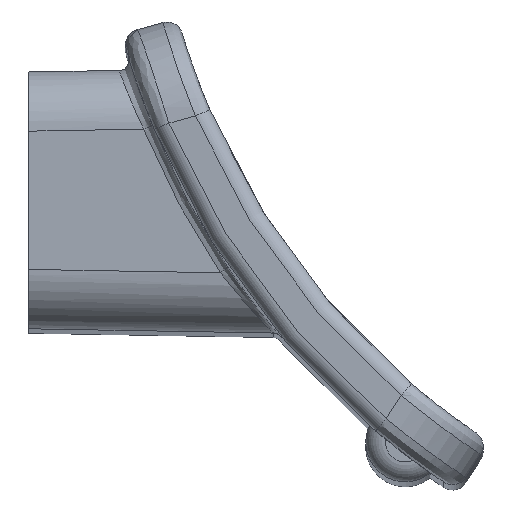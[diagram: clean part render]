
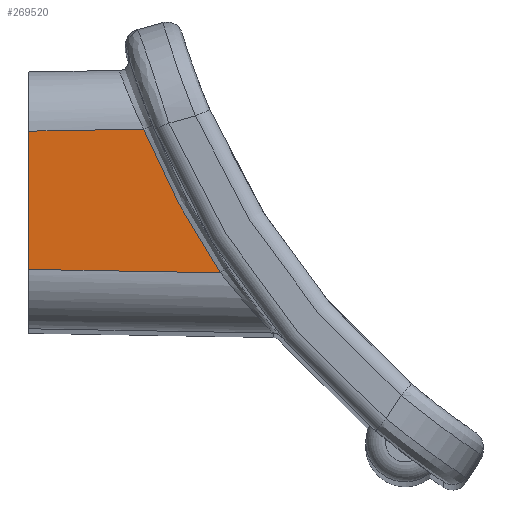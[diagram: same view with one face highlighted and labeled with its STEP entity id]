
A CAD part, top view. The second image highlights one B-rep face of the part: STEP entity #269520.
In plain terms, the highlighted planar face has unit normal (-0.018, 0, 1).
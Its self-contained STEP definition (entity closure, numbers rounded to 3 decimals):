
#13990=CARTESIAN_POINT('',(-2.,18.487,96.));
#14000=VERTEX_POINT('',#13990);
#14030=CARTESIAN_POINT('',(-2.,8.486,96.));
#14040=DIRECTION('',(0.,1.,0.));
#14050=VECTOR('',#14040,1.);
#14060=LINE('',#14030,#14050);
#14070=CARTESIAN_POINT('',(-2.,11.486,96.));
#14080=VERTEX_POINT('',#14070);
#14090=EDGE_CURVE('',#14080,#14000,#14060,.T.);
#209280=CARTESIAN_POINT('',(-2.052,11.487,
95.999));
#209290=DIRECTION('',(-1.,0.017,
-0.017));
#209300=VECTOR('',#209290,1.);
#209310=LINE('',#209280,#209300);
#209320=CARTESIAN_POINT('',(7.69,11.317,
96.169));
#209330=VERTEX_POINT('',#209320);
#209340=EDGE_CURVE('',#209330,#14080,#209310,.T.);
#269160=CARTESIAN_POINT('',(3.809,18.588,
96.101));
#269170=VERTEX_POINT('',#269160);
#269200=CARTESIAN_POINT('',(-2.052,18.486,
95.999));
#269210=DIRECTION('',(-1.,-0.017,
-0.017));
#269220=VECTOR('',#269210,1.);
#269230=LINE('',#269200,#269220);
#269240=EDGE_CURVE('',#269170,#14000,#269230,.T.);
#269290=CARTESIAN_POINT('',(-2.,10.486,96.));
#269300=DIRECTION('',(0.017,0.,-1.));
#269310=DIRECTION('',(0.,1.,0.));
#269320=AXIS2_PLACEMENT_3D('',#269290,#269300,#269310);
#269330=PLANE('',#269320);
#269340=CARTESIAN_POINT('',(7.69,11.317,
96.169));
#269350=CARTESIAN_POINT('',(7.677,11.336,
96.169));
#269360=CARTESIAN_POINT('',(7.664,11.356,
96.169));
#269370=CARTESIAN_POINT('',(6.949,12.423,
96.156));
#269380=CARTESIAN_POINT('',(6.295,13.504,
96.145));
#269390=CARTESIAN_POINT('',(5.004,15.884,
96.122));
#269400=CARTESIAN_POINT('',(4.384,17.189,
96.111));
#269410=CARTESIAN_POINT('',(3.827,18.545,
96.102));
#269420=CARTESIAN_POINT('',(3.818,18.566,
96.102));
#269430=CARTESIAN_POINT('',(3.809,18.588,
96.101));
#269440=B_SPLINE_CURVE_WITH_KNOTS('',3,(#269340,#269350,#269360,#269370,
#269380,#269390,#269400,#269410,#269420,#269430),.UNSPECIFIED.,.F.,.F.,(
4,2,2,2,4),(0.,0.07,3.832,8.135,
8.205),.UNSPECIFIED.);
#269450=EDGE_CURVE('',#209330,#269170,#269440,.T.);
#269460=ORIENTED_EDGE('',*,*,#269450,.T.);
#269470=ORIENTED_EDGE('',*,*,#209340,.F.);
#269480=ORIENTED_EDGE('',*,*,#14090,.F.);
#269490=ORIENTED_EDGE('',*,*,#269240,.T.);
#269500=EDGE_LOOP('',(#269490,#269480,#269470,#269460));
#269510=FACE_OUTER_BOUND('',#269500,.T.);
#269520=ADVANCED_FACE('',(#269510),#269330,.F.);
